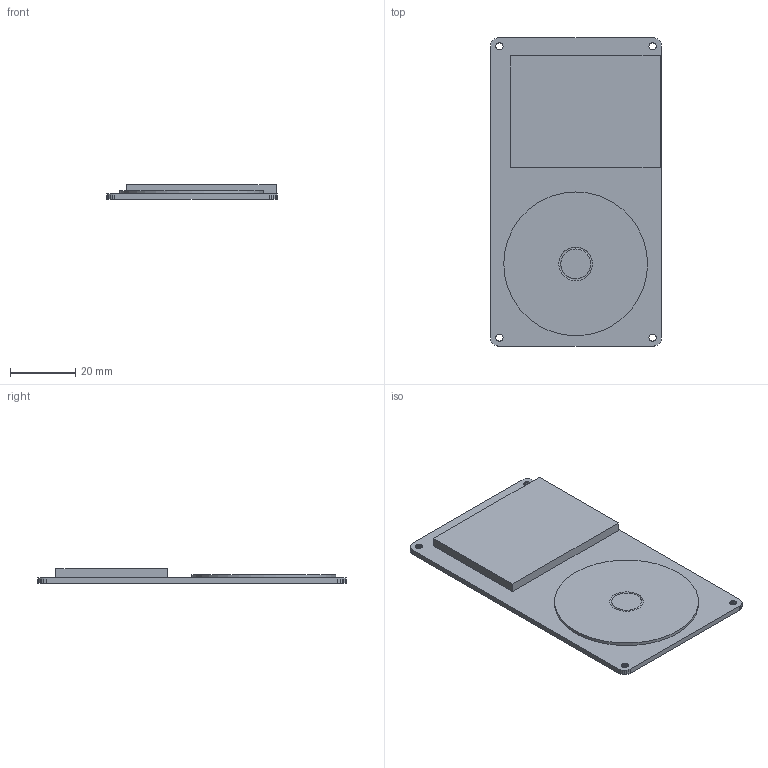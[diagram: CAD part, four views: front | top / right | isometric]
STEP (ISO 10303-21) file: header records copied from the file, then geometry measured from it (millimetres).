
FILE_DESCRIPTION(('FreeCAD Model'),'2;1');
FILE_NAME('Open CASCADE Shape Model','2023-09-27T16:42:02',('FreeCAD'),( 'FreeCAD'),'Open CASCADE STEP processor 7.6','FreeCAD','Unknown');
FILE_SCHEMA(('AUTOMOTIVE_DESIGN { 1 0 10303 214 1 1 1 1 }'));
Length unit declared in the file: millimetre
Products named in the file (1): Open CASCADE STEP translator 7.6 1
Bounding box: 52.2 x 94.2 x 4.4 mm (x, y, z)
Volume: 13652.7 mm3; surface area: 10887.9 mm2
Topology: 1 solids, 1 shells, 177 faces, 501 edges, 329 vertices
Faces by surface type: plane 175, cylinder 1, torus 1
Full cylindrical faces by diameter (mm): 43.96 x1
Entity records: 12145 total; most frequent: CARTESIAN_POINT 2022, DIRECTION 1862, LINE 1494, VECTOR 1494, ORIENTED_EDGE 1002, PCURVE 1002, DEFINITIONAL_REPRESENTATION 1002, EDGE_CURVE 501
